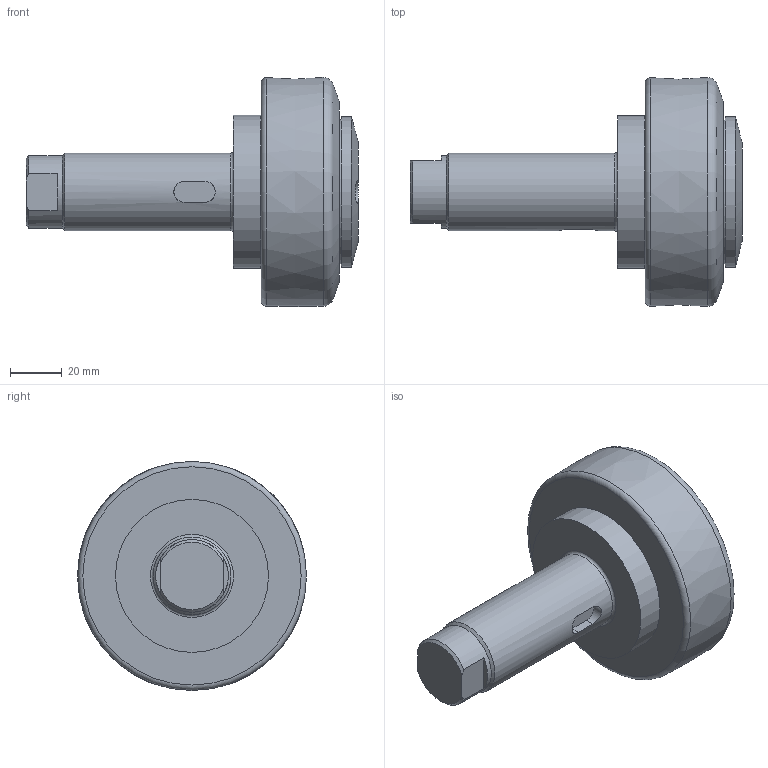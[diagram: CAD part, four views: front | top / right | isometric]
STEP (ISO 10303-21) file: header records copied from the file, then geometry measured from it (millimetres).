
FILE_DESCRIPTION(/* description */ ('-'),/* implementation_level */ '2;1');
FILE_NAME(/* name */ 'ALFATEC_TR090-1360.stp',/* time_stamp */ '2021-01-27T10:06:16+01:00',/* author */ ('kstaebler'),/* organization */ (''),/* preprocessor_version */ 'ST-DEVELOPER v18.1',/* originating_system */ 'Autodesk Inventor 2020',/* authorisation */ '');
FILE_SCHEMA (('AUTOMOTIVE_DESIGN { 1 0 10303 214 3 1 1 }'));
Length unit declared in the file: millimetre
Products named in the file (1): TR 090.1360_Kontur
Bounding box: 128 x 88.29 x 88.34 mm (x, y, z)
Volume: 256365.4 mm3; surface area: 50581.4 mm2
Topology: 1 solids, 1 shells, 130 faces, 367 edges, 220 vertices
Faces by surface type: plane 74, cylinder 43, cone 7, torus 5, bspline 1
Full cylindrical faces by diameter (mm): 3 x2, 7 x9, 8 x2, 8.6 x2, 28 x1, 30 x1, 55.3 x1, 55.5 x1, 55.8 x1, 58 x1, 58.5 x2, 59 x1, 61.8 x1, 62.5 x1, 63 x2, 65 x2
Entity records: 4745 total; most frequent: CARTESIAN_POINT 966, DIRECTION 855, ORIENTED_EDGE 734, AXIS2_PLACEMENT_3D 379, EDGE_CURVE 367, CIRCLE 249, VERTEX_POINT 220, EDGE_LOOP 147
